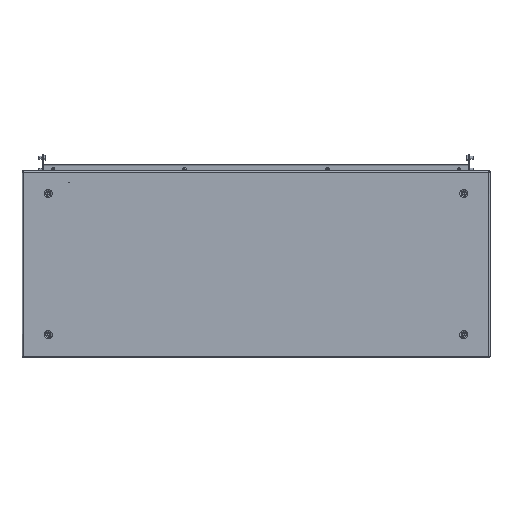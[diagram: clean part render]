
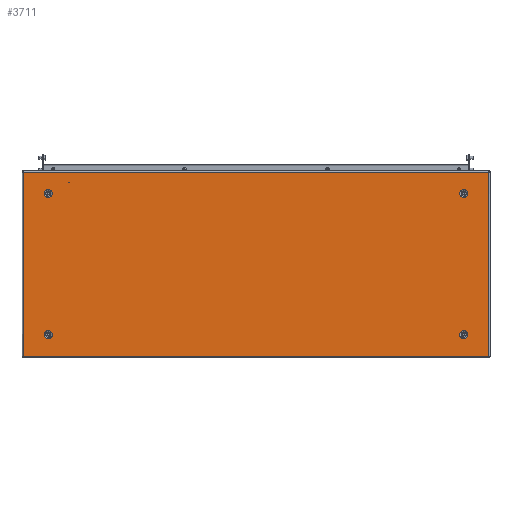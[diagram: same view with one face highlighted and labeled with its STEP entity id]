
A CAD part, top view. The second image highlights one B-rep face of the part: STEP entity #3711.
In plain terms, the highlighted planar face has unit normal (0, 0, 1).
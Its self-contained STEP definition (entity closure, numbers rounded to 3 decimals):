
#2618 = EDGE_CURVE ( 'NONE', #62218, #56491, #30203, .T. ) ;
#2817 = VERTEX_POINT ( 'NONE', #46780 ) ;
#3585 = CARTESIAN_POINT ( 'NONE',  ( -495.1, 195.6, 0. ) ) ;
#3711 = ADVANCED_FACE ( 'NONE', ( #68325, #69317, #75381, #58107, #23910, #20848 ), #49910, .T. ) ;
#4147 = EDGE_CURVE ( 'NONE', #2817, #78977, #4394, .T. ) ;
#4222 = CARTESIAN_POINT ( 'NONE',  ( -495.1, 196.529, 0. ) ) ;
#4394 = CIRCLE ( 'NONE', #56302, 8.443 ) ;
#4714 = CARTESIAN_POINT ( 'NONE',  ( 441.5, -150., 0. ) ) ;
#8566 = EDGE_CURVE ( 'NONE', #79475, #74007, #20746, .T. ) ;
#9913 = CARTESIAN_POINT ( 'NONE',  ( -441.5, -150., 0. ) ) ;
#10772 = CIRCLE ( 'NONE', #62199, 8.443 ) ;
#11231 = CARTESIAN_POINT ( 'NONE',  ( 495.1, 195.6, 0. ) ) ;
#11240 = CIRCLE ( 'NONE', #15734, 8.443 ) ;
#11553 = EDGE_CURVE ( 'NONE', #35684, #27295, #44221, .T. ) ;
#12466 = DIRECTION ( 'NONE',  ( -1., 0., 0. ) ) ;
#13654 = CIRCLE ( 'NONE', #40082, 0.5 ) ;
#14216 = DIRECTION ( 'NONE',  ( 0., 1., 0. ) ) ;
#14883 = ORIENTED_EDGE ( 'NONE', *, *, #43635, .F. ) ;
#15094 = CARTESIAN_POINT ( 'NONE',  ( 441.5, -150., 0. ) ) ;
#15734 = AXIS2_PLACEMENT_3D ( 'NONE', #54559, #55132, #61659 ) ;
#15877 = CARTESIAN_POINT ( 'NONE',  ( 441.5, 158.443, 0. ) ) ;
#17279 = ORIENTED_EDGE ( 'NONE', *, *, #40241, .F. ) ;
#17480 = DIRECTION ( 'NONE',  ( 0., 1., 0. ) ) ;
#17855 = DIRECTION ( 'NONE',  ( 1., 0., 0. ) ) ;
#18567 = EDGE_LOOP ( 'NONE', ( #17279, #30536 ) ) ;
#18662 = DIRECTION ( 'NONE',  ( 0., 1., 0. ) ) ;
#18788 = CARTESIAN_POINT ( 'NONE',  ( 441.5, 150., 0. ) ) ;
#18939 = CARTESIAN_POINT ( 'NONE',  ( 495.1, -195.6, 0. ) ) ;
#19035 = EDGE_CURVE ( 'NONE', #56491, #52391, #51736, .T. ) ;
#19617 = ORIENTED_EDGE ( 'NONE', *, *, #19035, .T. ) ;
#20291 = DIRECTION ( 'NONE',  ( 0., 0., -1. ) ) ;
#20463 = CARTESIAN_POINT ( 'NONE',  ( -397., 173., 0. ) ) ;
#20746 = CIRCLE ( 'NONE', #61202, 8.443 ) ;
#20848 = FACE_OUTER_BOUND ( 'NONE', #48603, .T. ) ;
#21410 = CARTESIAN_POINT ( 'NONE',  ( -397.5, 173., 0. ) ) ;
#22439 = EDGE_CURVE ( 'NONE', #65574, #57043, #49698, .T. ) ;
#22996 = DIRECTION ( 'NONE',  ( 0., 0., 1. ) ) ;
#23029 = DIRECTION ( 'NONE',  ( -1., 0., 0. ) ) ;
#23395 = AXIS2_PLACEMENT_3D ( 'NONE', #34350, #47226, #67045 ) ;
#23910 = FACE_BOUND ( 'NONE', #33812, .T. ) ;
#25150 = ORIENTED_EDGE ( 'NONE', *, *, #28439, .T. ) ;
#25822 = EDGE_LOOP ( 'NONE', ( #14883, #66016 ) ) ;
#27295 = VERTEX_POINT ( 'NONE', #20463 ) ;
#28396 = DIRECTION ( 'NONE',  ( 0., 0., 1. ) ) ;
#28439 = EDGE_CURVE ( 'NONE', #27295, #35684, #13654, .T. ) ;
#29960 = DIRECTION ( 'NONE',  ( 0., -1., 0. ) ) ;
#30203 = LINE ( 'NONE', #51060, #81678 ) ;
#30536 = ORIENTED_EDGE ( 'NONE', *, *, #4147, .F. ) ;
#30909 = EDGE_CURVE ( 'NONE', #48390, #62218, #51834, .T. ) ;
#30916 = AXIS2_PLACEMENT_3D ( 'NONE', #62659, #69215, #17855 ) ;
#32053 = CARTESIAN_POINT ( 'NONE',  ( -441.5, 150., 0. ) ) ;
#33812 = EDGE_LOOP ( 'NONE', ( #62431, #80875 ) ) ;
#34275 = DIRECTION ( 'NONE',  ( 0., 0., 1. ) ) ;
#34350 = CARTESIAN_POINT ( 'NONE',  ( 441.5, 150., 0. ) ) ;
#34708 = VECTOR ( 'NONE', #29960, 1000. ) ;
#35195 = DIRECTION ( 'NONE',  ( 0., 1., 0. ) ) ;
#35684 = VERTEX_POINT ( 'NONE', #48319 ) ;
#38578 = EDGE_LOOP ( 'NONE', ( #67435, #57041 ) ) ;
#39429 = CARTESIAN_POINT ( 'NONE',  ( -441.5, -141.557, 0. ) ) ;
#40082 = AXIS2_PLACEMENT_3D ( 'NONE', #21410, #20291, #53481 ) ;
#40241 = EDGE_CURVE ( 'NONE', #78977, #2817, #51775, .T. ) ;
#40830 = VECTOR ( 'NONE', #72534, 1000. ) ;
#42608 = CARTESIAN_POINT ( 'NONE',  ( -441.5, 141.557, 0. ) ) ;
#43005 = DIRECTION ( 'NONE',  ( 0., 0., -1. ) ) ;
#43635 = EDGE_CURVE ( 'NONE', #57588, #79543, #73939, .T. ) ;
#43646 = DIRECTION ( 'NONE',  ( 0., 0., 1. ) ) ;
#43856 = DIRECTION ( 'NONE',  ( 0., 0., 1. ) ) ;
#44221 = CIRCLE ( 'NONE', #44557, 0.5 ) ;
#44557 = AXIS2_PLACEMENT_3D ( 'NONE', #54796, #43005, #23029 ) ;
#44783 = EDGE_CURVE ( 'NONE', #74007, #79475, #73044, .T. ) ;
#46228 = CARTESIAN_POINT ( 'NONE',  ( 495.1, -196.529, 0. ) ) ;
#46780 = CARTESIAN_POINT ( 'NONE',  ( 441.5, -158.443, 0. ) ) ;
#47226 = DIRECTION ( 'NONE',  ( 0., 0., 1. ) ) ;
#47492 = EDGE_CURVE ( 'NONE', #52391, #48390, #66066, .T. ) ;
#47867 = CARTESIAN_POINT ( 'NONE',  ( -495.1, -195.6, 0. ) ) ;
#48319 = CARTESIAN_POINT ( 'NONE',  ( -398., 173., 0. ) ) ;
#48390 = VERTEX_POINT ( 'NONE', #18939 ) ;
#48603 = EDGE_LOOP ( 'NONE', ( #19617, #73256, #49703, #57110 ) ) ;
#49579 = EDGE_CURVE ( 'NONE', #57043, #65574, #11240, .T. ) ;
#49698 = CIRCLE ( 'NONE', #52349, 8.443 ) ;
#49703 = ORIENTED_EDGE ( 'NONE', *, *, #30909, .T. ) ;
#49910 = PLANE ( 'NONE',  #30916 ) ;
#50734 = DIRECTION ( 'NONE',  ( 0., 0., 1. ) ) ;
#51060 = CARTESIAN_POINT ( 'NONE',  ( 496.029, 195.6, 0. ) ) ;
#51736 = LINE ( 'NONE', #4222, #34708 ) ;
#51775 = CIRCLE ( 'NONE', #66207, 8.443 ) ;
#51834 = LINE ( 'NONE', #46228, #40830 ) ;
#52349 = AXIS2_PLACEMENT_3D ( 'NONE', #9913, #22996, #55316 ) ;
#52391 = VERTEX_POINT ( 'NONE', #47867 ) ;
#53481 = DIRECTION ( 'NONE',  ( -1., 0., 0. ) ) ;
#54559 = CARTESIAN_POINT ( 'NONE',  ( -441.5, -150., 0. ) ) ;
#54796 = CARTESIAN_POINT ( 'NONE',  ( -397.5, 173., 0. ) ) ;
#55132 = DIRECTION ( 'NONE',  ( 0., 0., 1. ) ) ;
#55316 = DIRECTION ( 'NONE',  ( 0., 1., 0. ) ) ;
#56302 = AXIS2_PLACEMENT_3D ( 'NONE', #4714, #43646, #17480 ) ;
#56491 = VERTEX_POINT ( 'NONE', #3585 ) ;
#57041 = ORIENTED_EDGE ( 'NONE', *, *, #22439, .F. ) ;
#57043 = VERTEX_POINT ( 'NONE', #39429 ) ;
#57110 = ORIENTED_EDGE ( 'NONE', *, *, #2618, .T. ) ;
#57588 = VERTEX_POINT ( 'NONE', #15877 ) ;
#58107 = FACE_BOUND ( 'NONE', #25822, .T. ) ;
#58675 = EDGE_CURVE ( 'NONE', #79543, #57588, #10772, .T. ) ;
#61202 = AXIS2_PLACEMENT_3D ( 'NONE', #32053, #34275, #14216 ) ;
#61659 = DIRECTION ( 'NONE',  ( 0., 1., 0. ) ) ;
#62199 = AXIS2_PLACEMENT_3D ( 'NONE', #18788, #43856, #76371 ) ;
#62218 = VERTEX_POINT ( 'NONE', #11231 ) ;
#62431 = ORIENTED_EDGE ( 'NONE', *, *, #8566, .F. ) ;
#62659 = CARTESIAN_POINT ( 'NONE',  ( 0., 0., 0. ) ) ;
#64042 = VECTOR ( 'NONE', #73817, 1000. ) ;
#65066 = AXIS2_PLACEMENT_3D ( 'NONE', #76513, #50734, #18662 ) ;
#65574 = VERTEX_POINT ( 'NONE', #83081 ) ;
#66016 = ORIENTED_EDGE ( 'NONE', *, *, #58675, .F. ) ;
#66066 = LINE ( 'NONE', #80592, #64042 ) ;
#66207 = AXIS2_PLACEMENT_3D ( 'NONE', #15094, #28396, #35195 ) ;
#67045 = DIRECTION ( 'NONE',  ( 0., 1., 0. ) ) ;
#67435 = ORIENTED_EDGE ( 'NONE', *, *, #49579, .F. ) ;
#68325 = FACE_BOUND ( 'NONE', #76442, .T. ) ;
#68943 = CARTESIAN_POINT ( 'NONE',  ( 441.5, -141.557, 0. ) ) ;
#69215 = DIRECTION ( 'NONE',  ( 0., 0., 1. ) ) ;
#69317 = FACE_BOUND ( 'NONE', #18567, .T. ) ;
#72534 = DIRECTION ( 'NONE',  ( 0., 1., 0. ) ) ;
#73044 = CIRCLE ( 'NONE', #65066, 8.443 ) ;
#73256 = ORIENTED_EDGE ( 'NONE', *, *, #47492, .T. ) ;
#73817 = DIRECTION ( 'NONE',  ( 1., 0., 0. ) ) ;
#73939 = CIRCLE ( 'NONE', #23395, 8.443 ) ;
#74007 = VERTEX_POINT ( 'NONE', #42608 ) ;
#75381 = FACE_BOUND ( 'NONE', #38578, .T. ) ;
#75383 = CARTESIAN_POINT ( 'NONE',  ( -441.5, 158.443, 0. ) ) ;
#76371 = DIRECTION ( 'NONE',  ( 0., 1., 0. ) ) ;
#76442 = EDGE_LOOP ( 'NONE', ( #78374, #25150 ) ) ;
#76513 = CARTESIAN_POINT ( 'NONE',  ( -441.5, 150., 0. ) ) ;
#78374 = ORIENTED_EDGE ( 'NONE', *, *, #11553, .T. ) ;
#78977 = VERTEX_POINT ( 'NONE', #68943 ) ;
#79475 = VERTEX_POINT ( 'NONE', #75383 ) ;
#79543 = VERTEX_POINT ( 'NONE', #80350 ) ;
#80350 = CARTESIAN_POINT ( 'NONE',  ( 441.5, 141.557, 0. ) ) ;
#80592 = CARTESIAN_POINT ( 'NONE',  ( -496.029, -195.6, 0. ) ) ;
#80875 = ORIENTED_EDGE ( 'NONE', *, *, #44783, .F. ) ;
#81678 = VECTOR ( 'NONE', #12466, 1000. ) ;
#83081 = CARTESIAN_POINT ( 'NONE',  ( -441.5, -158.443, 0. ) ) ;
